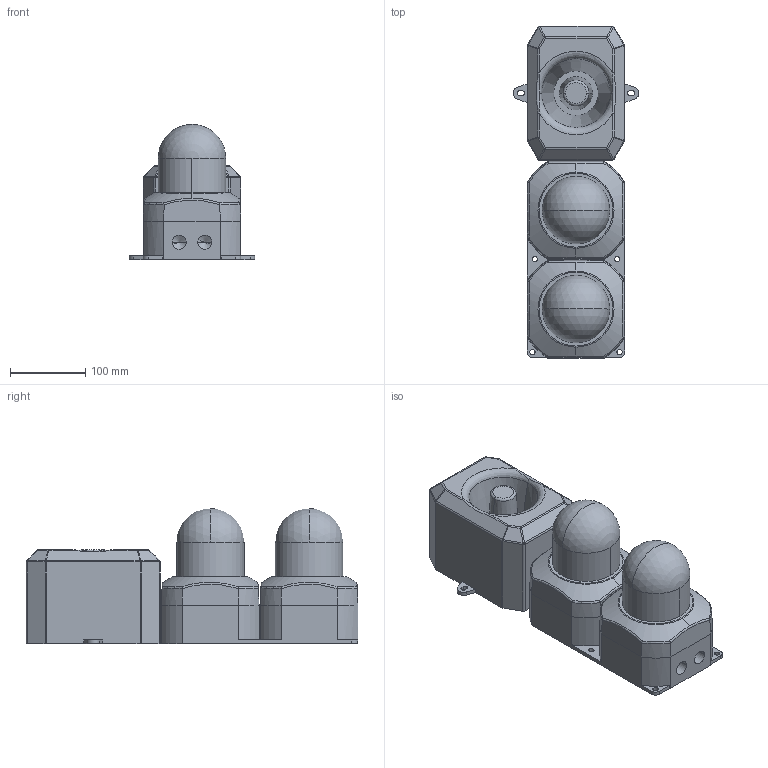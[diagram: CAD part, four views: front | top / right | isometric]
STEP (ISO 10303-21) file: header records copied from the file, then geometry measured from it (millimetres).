
FILE_DESCRIPTION (( 'STEP AP203' ), '1' );
FILE_NAME ('D215-05-135_Issue_1.STEP', '2019-08-16T14:28:18', ( '' ), ( '' ), 'SwSTEP 2.0', 'SolidWorks 2019', '' );
FILE_SCHEMA (( 'CONFIG_CONTROL_DESIGN' ));
Length unit declared in the file: millimetre
Products named in the file (1): D215-05-135_Issue_1
Bounding box: 166.97 x 442 x 180 mm (x, y, z)
Volume: 6012087.2 mm3; surface area: 314563.8 mm2
Topology: 1 solids, 3 shells, 201 faces, 498 edges, 288 vertices
Faces by surface type: cylinder 73, plane 58, cone 24, sphere 20, torus 16, bspline 10
Entity records: 6997 total; most frequent: CARTESIAN_POINT 2300, DIRECTION 988, ORIENTED_EDGE 956, EDGE_CURVE 478, AXIS2_PLACEMENT_3D 392, VERTEX_POINT 288, EDGE_LOOP 218, LINE 204
